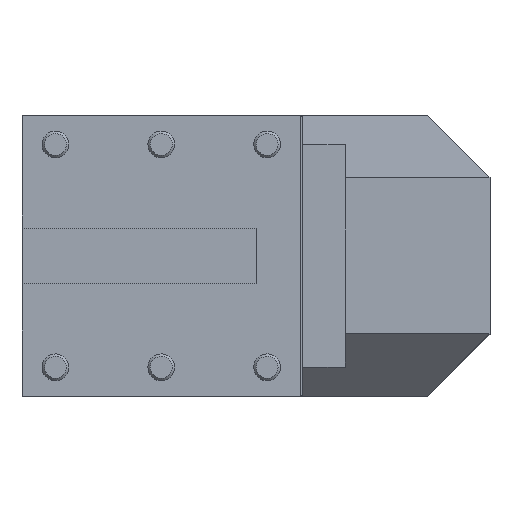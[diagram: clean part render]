
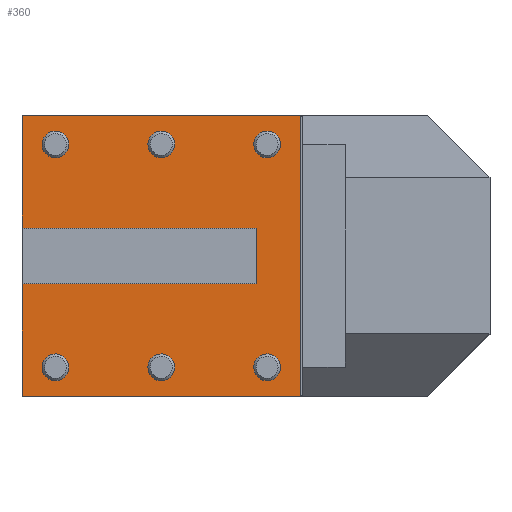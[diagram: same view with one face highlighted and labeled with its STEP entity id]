
A CAD part, top view. The second image highlights one B-rep face of the part: STEP entity #360.
In plain terms, the highlighted planar face has unit normal (0, 0, 1).
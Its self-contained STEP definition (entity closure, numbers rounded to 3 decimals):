
#69=LINE('',#1787,#160);
#73=LINE('',#1795,#164);
#81=LINE('',#1812,#172);
#82=LINE('',#1814,#173);
#83=LINE('',#1816,#174);
#84=LINE('',#1817,#175);
#85=LINE('',#1819,#176);
#86=LINE('',#1821,#177);
#160=VECTOR('',#1421,1.);
#164=VECTOR('',#1425,1.);
#172=VECTOR('',#1437,1.);
#173=VECTOR('',#1438,1.);
#174=VECTOR('',#1439,1.);
#175=VECTOR('',#1440,1.);
#176=VECTOR('',#1441,1.);
#177=VECTOR('',#1442,1.);
#247=PLANE('',#1208);
#360=ADVANCED_FACE('',(#438,#439,#440,#441,#442,#443,#444),#247,.F.);
#438=FACE_BOUND('',#504,.T.);
#439=FACE_BOUND('',#505,.T.);
#440=FACE_BOUND('',#506,.T.);
#441=FACE_BOUND('',#507,.T.);
#442=FACE_BOUND('',#508,.T.);
#443=FACE_BOUND('',#509,.T.);
#444=FACE_BOUND('',#510,.T.);
#504=EDGE_LOOP('',(#664,#665,#666,#667,#668,#669,#670,#671));
#505=EDGE_LOOP('',(#672));
#506=EDGE_LOOP('',(#673));
#507=EDGE_LOOP('',(#674));
#508=EDGE_LOOP('',(#675));
#509=EDGE_LOOP('',(#676));
#510=EDGE_LOOP('',(#677));
#664=ORIENTED_EDGE('',*,*,#990,.T.);
#665=ORIENTED_EDGE('',*,*,#991,.T.);
#666=ORIENTED_EDGE('',*,*,#992,.T.);
#667=ORIENTED_EDGE('',*,*,#978,.F.);
#668=ORIENTED_EDGE('',*,*,#993,.F.);
#669=ORIENTED_EDGE('',*,*,#994,.T.);
#670=ORIENTED_EDGE('',*,*,#995,.F.);
#671=ORIENTED_EDGE('',*,*,#982,.F.);
#672=ORIENTED_EDGE('',*,*,#957,.T.);
#673=ORIENTED_EDGE('',*,*,#960,.T.);
#674=ORIENTED_EDGE('',*,*,#963,.T.);
#675=ORIENTED_EDGE('',*,*,#966,.T.);
#676=ORIENTED_EDGE('',*,*,#969,.T.);
#677=ORIENTED_EDGE('',*,*,#972,.T.);
#845=VERTEX_POINT('',#1727);
#848=VERTEX_POINT('',#1736);
#851=VERTEX_POINT('',#1745);
#854=VERTEX_POINT('',#1754);
#857=VERTEX_POINT('',#1763);
#860=VERTEX_POINT('',#1772);
#866=VERTEX_POINT('',#1786);
#867=VERTEX_POINT('',#1788);
#870=VERTEX_POINT('',#1794);
#871=VERTEX_POINT('',#1796);
#878=VERTEX_POINT('',#1813);
#879=VERTEX_POINT('',#1815);
#880=VERTEX_POINT('',#1818);
#881=VERTEX_POINT('',#1820);
#957=EDGE_CURVE('',#845,#845,#1075,.T.);
#960=EDGE_CURVE('',#848,#848,#1078,.T.);
#963=EDGE_CURVE('',#851,#851,#1081,.T.);
#966=EDGE_CURVE('',#854,#854,#1084,.T.);
#969=EDGE_CURVE('',#857,#857,#1087,.T.);
#972=EDGE_CURVE('',#860,#860,#1090,.T.);
#978=EDGE_CURVE('',#866,#867,#69,.T.);
#982=EDGE_CURVE('',#870,#871,#73,.T.);
#990=EDGE_CURVE('',#870,#878,#81,.T.);
#991=EDGE_CURVE('',#878,#879,#82,.T.);
#992=EDGE_CURVE('',#879,#867,#83,.T.);
#993=EDGE_CURVE('',#880,#866,#84,.T.);
#994=EDGE_CURVE('',#880,#881,#85,.T.);
#995=EDGE_CURVE('',#871,#881,#86,.T.);
#1075=CIRCLE('',#1171,6.);
#1078=CIRCLE('',#1177,6.);
#1081=CIRCLE('',#1183,6.);
#1084=CIRCLE('',#1189,6.);
#1087=CIRCLE('',#1195,6.);
#1090=CIRCLE('',#1201,6.);
#1171=AXIS2_PLACEMENT_3D('',#1726,#1347,#1348);
#1177=AXIS2_PLACEMENT_3D('',#1735,#1359,#1360);
#1183=AXIS2_PLACEMENT_3D('',#1744,#1371,#1372);
#1189=AXIS2_PLACEMENT_3D('',#1753,#1383,#1384);
#1195=AXIS2_PLACEMENT_3D('',#1762,#1395,#1396);
#1201=AXIS2_PLACEMENT_3D('',#1771,#1407,#1408);
#1208=AXIS2_PLACEMENT_3D('',#1822,#1443,#1444);
#1347=DIRECTION('',(0.,0.,-1.));
#1348=DIRECTION('',(-0.154,-0.988,0.));
#1359=DIRECTION('',(0.,0.,-1.));
#1360=DIRECTION('',(-0.154,-0.988,0.));
#1371=DIRECTION('',(0.,0.,-1.));
#1372=DIRECTION('',(-0.154,-0.988,0.));
#1383=DIRECTION('',(0.,0.,-1.));
#1384=DIRECTION('',(-0.154,-0.988,0.));
#1395=DIRECTION('',(0.,0.,-1.));
#1396=DIRECTION('',(-0.154,-0.988,0.));
#1407=DIRECTION('',(0.,0.,-1.));
#1408=DIRECTION('',(-0.154,-0.988,0.));
#1421=DIRECTION('',(0.,1.,0.));
#1425=DIRECTION('',(0.,1.,0.));
#1437=DIRECTION('',(1.,0.,0.));
#1438=DIRECTION('',(0.,-1.,0.));
#1439=DIRECTION('',(-1.,0.,0.));
#1440=DIRECTION('',(-1.,0.,0.));
#1441=DIRECTION('',(0.,1.,0.));
#1442=DIRECTION('',(1.,0.,0.));
#1443=DIRECTION('',(0.,0.,-1.));
#1444=DIRECTION('',(0.,1.,0.));
#1726=CARTESIAN_POINT('',(-110.,-50.,0.));
#1727=CARTESIAN_POINT('',(-109.076,-44.072,0.));
#1735=CARTESIAN_POINT('',(-15.,-50.,0.));
#1736=CARTESIAN_POINT('',(-14.076,-44.072,0.));
#1744=CARTESIAN_POINT('',(-15.,50.,0.));
#1745=CARTESIAN_POINT('',(-14.076,55.928,0.));
#1753=CARTESIAN_POINT('',(-62.5,-50.,0.));
#1754=CARTESIAN_POINT('',(-61.576,-44.072,0.));
#1762=CARTESIAN_POINT('',(-62.5,50.,0.));
#1763=CARTESIAN_POINT('',(-61.576,55.928,0.));
#1771=CARTESIAN_POINT('',(-110.,50.,0.));
#1772=CARTESIAN_POINT('',(-109.076,55.928,0.));
#1786=CARTESIAN_POINT('',(-125.,-63.,0.));
#1787=CARTESIAN_POINT('',(-125.,-63.,0.));
#1788=CARTESIAN_POINT('',(-125.,-12.5,0.));
#1794=CARTESIAN_POINT('',(-125.,12.5,0.));
#1795=CARTESIAN_POINT('',(-125.,12.5,0.));
#1796=CARTESIAN_POINT('',(-125.,63.,0.));
#1812=CARTESIAN_POINT('',(-125.,12.5,0.));
#1813=CARTESIAN_POINT('',(-20.,12.5,0.));
#1814=CARTESIAN_POINT('',(-20.,12.5,0.));
#1815=CARTESIAN_POINT('',(-20.,-12.5,0.));
#1816=CARTESIAN_POINT('',(-20.,-12.5,0.));
#1817=CARTESIAN_POINT('',(0.,-63.,0.));
#1818=CARTESIAN_POINT('',(0.,-63.,0.));
#1819=CARTESIAN_POINT('',(0.,-63.,0.));
#1820=CARTESIAN_POINT('',(0.,63.,0.));
#1821=CARTESIAN_POINT('',(-125.,63.,0.));
#1822=CARTESIAN_POINT('',(-125.,-63.,0.));
